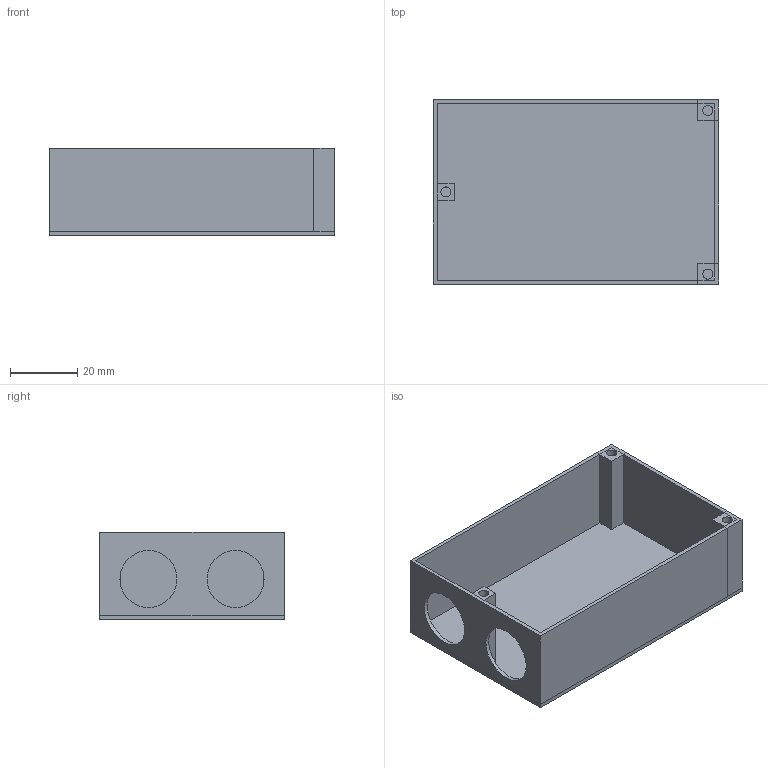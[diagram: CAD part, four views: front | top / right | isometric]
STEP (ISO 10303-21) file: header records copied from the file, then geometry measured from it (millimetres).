
FILE_DESCRIPTION(('FreeCAD Model'),'2;1');
FILE_NAME('Box.step','2020-03-24T20:41:31',('Author'),(''), 'Open CASCADE STEP processor 7.3','FreeCAD','Unknown');
FILE_SCHEMA(('AUTOMOTIVE_DESIGN { 1 0 10303 214 1 1 1 1 }'));
Length unit declared in the file: millimetre
Products named in the file (1): Pocket001
Bounding box: 85 x 55 x 26.2 mm (x, y, z)
Volume: 14772.1 mm3; surface area: 23481.7 mm2
Topology: 1 solids, 1 shells, 41 faces, 92 edges, 56 vertices
Faces by surface type: plane 36, cylinder 5
Full cylindrical faces by diameter (mm): 3 x3, 17 x2
Entity records: 2331 total; most frequent: CARTESIAN_POINT 394, DIRECTION 360, LINE 248, VECTOR 248, ORIENTED_EDGE 184, PCURVE 184, DEFINITIONAL_REPRESENTATION 184, EDGE_CURVE 92
